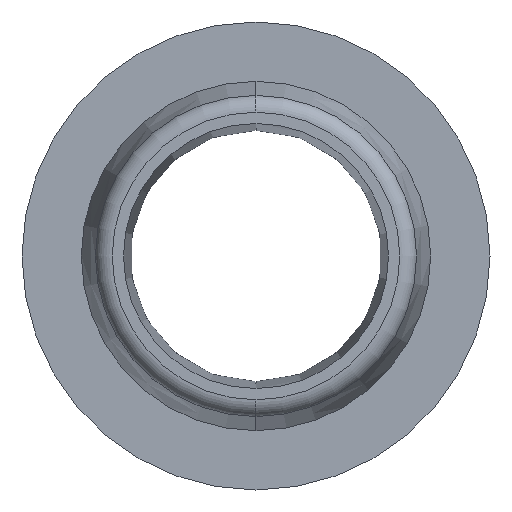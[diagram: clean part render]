
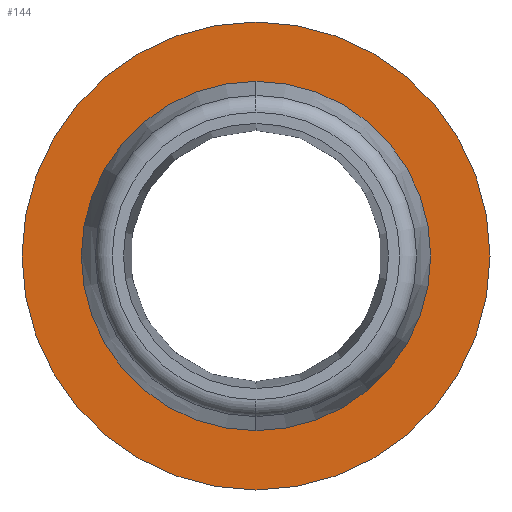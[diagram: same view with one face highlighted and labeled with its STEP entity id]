
A CAD part, left-side view. The second image highlights one B-rep face of the part: STEP entity #144.
In plain terms, the highlighted planar face has unit normal (-1, 0, 0).
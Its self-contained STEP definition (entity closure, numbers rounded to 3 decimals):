
#71 = EDGE_CURVE ( 'NONE', #1857, #1825, #352, .T. ) ;
#77 = EDGE_CURVE ( 'NONE', #1855, #1854, #365, .T. ) ;
#81 = EDGE_CURVE ( 'NONE', #1854, #1855, #993, .T. ) ;
#82 = EDGE_CURVE ( 'NONE', #1825, #1857, #992, .T. ) ;
#144 = ADVANCED_FACE ( 'NONE', ( #1391, #1392 ), #1393, .F. ) ;
#352 = CIRCLE ( 'NONE', #357, 10. ) ;
#357 = AXIS2_PLACEMENT_3D ( 'NONE', #1760, #1761, #1762 ) ;
#363 = AXIS2_PLACEMENT_3D ( 'NONE', #459, #460, #461 ) ;
#365 = CIRCLE ( 'NONE', #363, 13.6 ) ;
#459 = CARTESIAN_POINT ( 'NONE',  ( -1.85, 0., 0. ) ) ;
#460 = DIRECTION ( 'NONE',  ( -1., 0., 0. ) ) ;
#461 = DIRECTION ( 'NONE',  ( 0., 0., 1. ) ) ;
#469 = CARTESIAN_POINT ( 'NONE',  ( -1.85, 0., 0. ) ) ;
#470 = DIRECTION ( 'NONE',  ( -1., 0., 0. ) ) ;
#471 = DIRECTION ( 'NONE',  ( 0., 0., 1. ) ) ;
#472 = CARTESIAN_POINT ( 'NONE',  ( -1.85, 0., 0. ) ) ;
#473 = DIRECTION ( 'NONE',  ( -1., 0., 0. ) ) ;
#474 = DIRECTION ( 'NONE',  ( 0., 0., 1. ) ) ;
#824 = CARTESIAN_POINT ( 'NONE',  ( -1.85, 0., -13.6 ) ) ;
#825 = CARTESIAN_POINT ( 'NONE',  ( -1.85, 0., 13.6 ) ) ;
#827 = CARTESIAN_POINT ( 'NONE',  ( -1.85, 0., 10. ) ) ;
#992 = CIRCLE ( 'NONE', #996, 10. ) ;
#993 = CIRCLE ( 'NONE', #994, 13.6 ) ;
#994 = AXIS2_PLACEMENT_3D ( 'NONE', #469, #470, #471 ) ;
#996 = AXIS2_PLACEMENT_3D ( 'NONE', #472, #473, #474 ) ;
#1088 = ORIENTED_EDGE ( 'NONE', *, *, #82, .F. ) ;
#1090 = ORIENTED_EDGE ( 'NONE', *, *, #71, .F. ) ;
#1099 = ORIENTED_EDGE ( 'NONE', *, *, #81, .T. ) ;
#1340 = CARTESIAN_POINT ( 'NONE',  ( -1.85, 0., -10. ) ) ;
#1387 = CARTESIAN_POINT ( 'NONE',  ( -1.85, 0., -13.6 ) ) ;
#1391 = FACE_BOUND ( 'NONE', #1880, .T. ) ;
#1392 = FACE_OUTER_BOUND ( 'NONE', #1915, .T. ) ;
#1393 = PLANE ( 'NONE',  #2191 ) ;
#1395 = DIRECTION ( 'NONE',  ( 1., 0., 0. ) ) ;
#1396 = DIRECTION ( 'NONE',  ( 0., 0., -1. ) ) ;
#1636 = ORIENTED_EDGE ( 'NONE', *, *, #77, .T. ) ;
#1760 = CARTESIAN_POINT ( 'NONE',  ( -1.85, 0., 0. ) ) ;
#1761 = DIRECTION ( 'NONE',  ( -1., 0., 0. ) ) ;
#1762 = DIRECTION ( 'NONE',  ( 0., 0., 1. ) ) ;
#1825 = VERTEX_POINT ( 'NONE', #1340 ) ;
#1854 = VERTEX_POINT ( 'NONE', #824 ) ;
#1855 = VERTEX_POINT ( 'NONE', #825 ) ;
#1857 = VERTEX_POINT ( 'NONE', #827 ) ;
#1880 = EDGE_LOOP ( 'NONE', ( #1090, #1088 ) ) ;
#1915 = EDGE_LOOP ( 'NONE', ( #1636, #1099 ) ) ;
#2191 = AXIS2_PLACEMENT_3D ( 'NONE', #1387, #1395, #1396 ) ;
